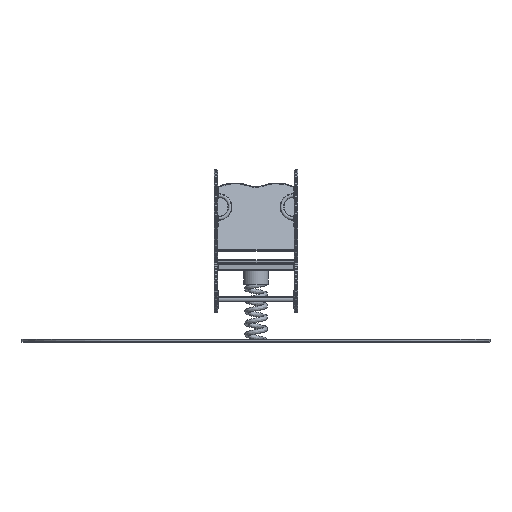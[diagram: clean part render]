
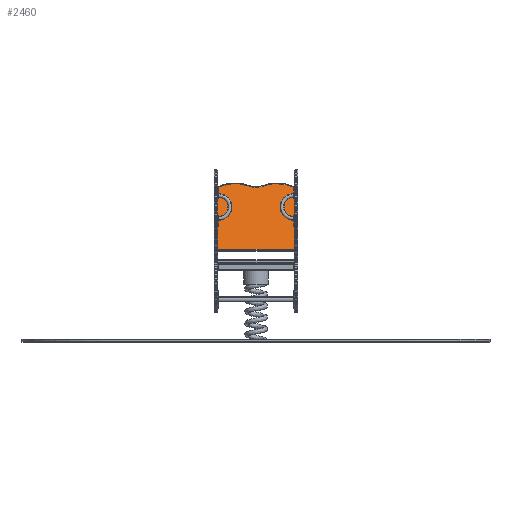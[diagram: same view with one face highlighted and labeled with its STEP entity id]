
A CAD part, top view. The second image highlights one B-rep face of the part: STEP entity #2460.
In plain terms, the highlighted face is planar.
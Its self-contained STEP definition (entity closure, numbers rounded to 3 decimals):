
#2460=ADVANCED_FACE('',(#7104),#7106,.T.);
#7104=FACE_BOUND('',#7105,.T.);
#7105=EDGE_LOOP('',(#45103,#45104,#45105,#45106,#45107,#45108));
#7106=PLANE('',#7107);
#7107=AXIS2_PLACEMENT_3D('',#7108,#7109,#7110);
#7108=CARTESIAN_POINT('',(0.,0.,0.));
#7109=DIRECTION('',(0.,0.,1.));
#7110=DIRECTION('',(1.,0.,0.));
#45103=ORIENTED_EDGE('',*,*,#46008,.T.);
#45104=ORIENTED_EDGE('',*,*,#46005,.T.);
#45105=ORIENTED_EDGE('',*,*,#46009,.T.);
#45106=ORIENTED_EDGE('',*,*,#46010,.T.);
#45107=ORIENTED_EDGE('',*,*,#46011,.T.);
#45108=ORIENTED_EDGE('',*,*,#45990,.T.);
#45990=EDGE_CURVE('',#46497,#46494,#46498,.T.);
#46005=EDGE_CURVE('',#46512,#46522,#46524,.T.);
#46008=EDGE_CURVE('',#46494,#46512,#46527,.T.);
#46009=EDGE_CURVE('',#46522,#46528,#46529,.T.);
#46010=EDGE_CURVE('',#46528,#46530,#46531,.T.);
#46011=EDGE_CURVE('',#46530,#46497,#46532,.T.);
#46494=VERTEX_POINT('',#48096);
#46497=VERTEX_POINT('',#48102);
#46498=LINE('',#48103,#48104);
#46512=VERTEX_POINT('',#48138);
#46522=VERTEX_POINT('',#48161);
#46524=LINE('',#48166,#48167);
#46527=LINE('',#48175,#48176);
#46528=VERTEX_POINT('',#48178);
#46529=LINE('',#48179,#48180);
#46530=VERTEX_POINT('',#48182);
#46531=B_SPLINE_CURVE_WITH_KNOTS('',3,
(#48183,#48184,#48185,#48186,#48187,#48188,#48189,#48190,#48191,#48192,#48193,#48194,
#48195,#48196,#48197,#48198,#48199,#48200,#48201,#48202,#48203,#48204,#48205,#48206,
#48207,#48208,#48209,#48210,#48211,#48212,#48213,#48214,#48215,#48216,#48217,#48218,
#48219,#48220,#48221,#48222,#48223),
.UNSPECIFIED.,.F.,.F.,
(4,1,1,1,1,1,1,1,1,1,1,1,1,1,1,1,1,1,1,1,1,1,1,1,1,1,1,1,1,1,1,1,1,1,1,1,1,1,4),
(0.,0.133,0.213,0.242,0.247,0.252,
0.257,0.263,0.274,0.292,0.319,
0.347,0.377,0.407,0.441,0.468,
0.487,0.498,0.508,0.52,0.537,
0.561,0.592,0.625,0.658,0.69,
0.713,0.73,0.737,0.742,0.745,
0.747,0.751,0.755,0.762,0.785,
0.842,0.918,1.),
.UNSPECIFIED.);
#46532=LINE('',#48224,#48225);
#48096=CARTESIAN_POINT('',(0.,5.,0.));
#48102=CARTESIAN_POINT('',(0.,345.,0.));
#48103=CARTESIAN_POINT('',(0.,345.,0.));
#48104=VECTOR('',#48105,1.);
#48105=DIRECTION('',(0.,-1.,0.));
#48138=CARTESIAN_POINT('',(420.,5.,0.));
#48161=CARTESIAN_POINT('',(420.,345.,0.));
#48166=CARTESIAN_POINT('',(420.,5.,0.));
#48167=VECTOR('',#48168,1.);
#48168=DIRECTION('',(0.,1.,0.));
#48175=CARTESIAN_POINT('',(0.,5.,0.));
#48176=VECTOR('',#48177,1.);
#48177=DIRECTION('',(1.,0.,0.));
#48178=CARTESIAN_POINT('',(409.037,345.,0.));
#48179=CARTESIAN_POINT('',(420.,345.,0.));
#48180=VECTOR('',#48181,1.);
#48181=DIRECTION('',(-1.,0.,0.));
#48182=CARTESIAN_POINT('',(10.963,345.,0.));
#48183=CARTESIAN_POINT('',(409.037,345.,0.));
#48184=CARTESIAN_POINT('',(391.531,352.003,0.));
#48185=CARTESIAN_POINT('',(363.508,360.4,0.));
#48186=CARTESIAN_POINT('',(331.668,364.38,0.));
#48187=CARTESIAN_POINT('',(316.638,364.947,0.));
#48188=CARTESIAN_POINT('',(311.522,364.997,0.));
#48189=CARTESIAN_POINT('',(309.603,365.006,0.));
#48190=CARTESIAN_POINT('',(307.579,364.972,0.));
#48191=CARTESIAN_POINT('',(304.84,364.856,0.));
#48192=CARTESIAN_POINT('',(300.407,364.507,0.));
#48193=CARTESIAN_POINT('',(293.304,363.549,0.));
#48194=CARTESIAN_POINT('',(283.799,361.573,0.));
#48195=CARTESIAN_POINT('',(272.567,358.557,0.));
#48196=CARTESIAN_POINT('',(260.776,355.009,0.));
#48197=CARTESIAN_POINT('',(248.122,351.226,0.));
#48198=CARTESIAN_POINT('',(235.737,348.005,0.));
#48199=CARTESIAN_POINT('',(224.701,345.982,0.));
#48200=CARTESIAN_POINT('',(216.649,345.169,0.));
#48201=CARTESIAN_POINT('',(210.986,344.967,0.));
#48202=CARTESIAN_POINT('',(206.278,345.038,0.));
#48203=CARTESIAN_POINT('',(200.813,345.391,0.));
#48204=CARTESIAN_POINT('',(193.326,346.314,0.));
#48205=CARTESIAN_POINT('',(183.367,348.241,0.));
#48206=CARTESIAN_POINT('',(171.288,351.388,0.));
#48207=CARTESIAN_POINT('',(158.238,355.312,0.));
#48208=CARTESIAN_POINT('',(145.236,359.203,0.));
#48209=CARTESIAN_POINT('',(133.737,362.159,0.));
#48210=CARTESIAN_POINT('',(124.518,363.889,0.));
#48211=CARTESIAN_POINT('',(118.474,364.609,0.));
#48212=CARTESIAN_POINT('',(114.844,364.866,0.));
#48213=CARTESIAN_POINT('',(112.946,364.95,0.));
#48214=CARTESIAN_POINT('',(111.633,364.986,0.));
#48215=CARTESIAN_POINT('',(110.486,365.002,0.));
#48216=CARTESIAN_POINT('',(109.124,365.,0.));
#48217=CARTESIAN_POINT('',(107.157,364.987,0.));
#48218=CARTESIAN_POINT('',(102.721,364.917,0.));
#48219=CARTESIAN_POINT('',(91.346,364.468,0.));
#48220=CARTESIAN_POINT('',(70.947,362.354,0.));
#48221=CARTESIAN_POINT('',(42.648,356.424,0.));
#48222=CARTESIAN_POINT('',(21.811,349.339,0.));
#48223=CARTESIAN_POINT('',(10.963,345.,0.));
#48224=CARTESIAN_POINT('',(10.963,345.,0.));
#48225=VECTOR('',#48226,1.);
#48226=DIRECTION('',(-1.,0.,0.));
